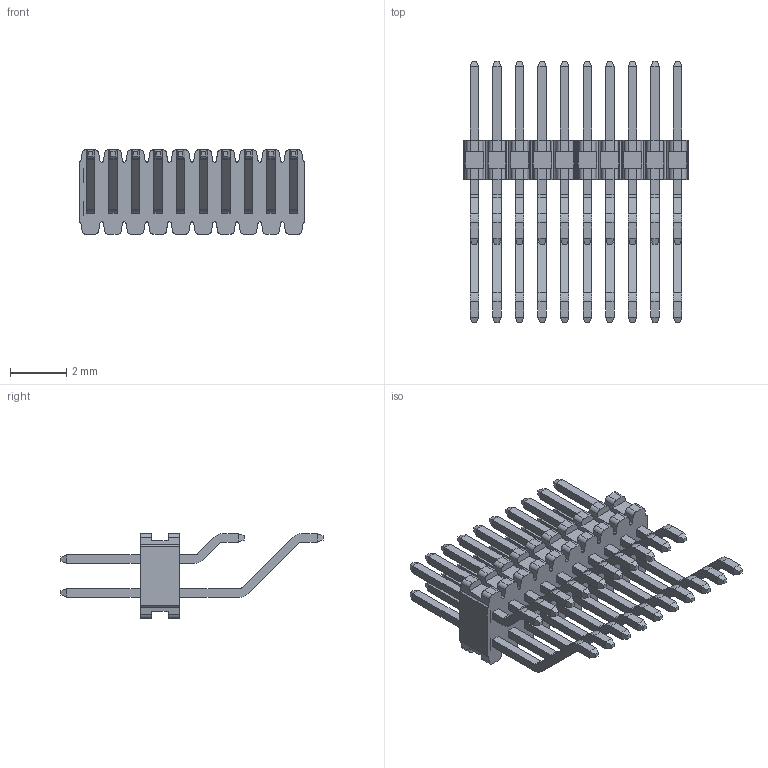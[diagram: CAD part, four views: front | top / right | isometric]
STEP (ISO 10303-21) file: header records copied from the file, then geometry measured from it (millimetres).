
FILE_DESCRIPTION( ('This file contains a STEP AP42 implementation' ,'as created by ZW3D STEP Interface translator.') ,'2;1' );
FILE_NAME( '1111.stp' ,'23 310.161359', (''), ('ZWCAD Software Co.'), 'Version 1.0', 'ZW3D to STEP translator', '' );
FILE_SCHEMA(('AUTOMOTIVE_DESIGN { 1 0 10303 214 1 1 1 1 }'));
Length unit declared in the file: millimetre
Products named in the file (2): 0; 1614-1210XXZ068XX01
Bounding box: 8 x 9.28 x 3 mm (x, y, z)
Volume: 41.9 mm3; surface area: 255.9 mm2
Topology: 1 solids, 1 shells, 810 faces, 2102 edges, 1336 vertices
Faces by surface type: plane 610, cylinder 200
Entity records: 25279 total; most frequent: CARTESIAN_POINT 4267, ORIENTED_EDGE 4222, DIRECTION 4133, EDGE_CURVE 2111, VECTOR 1711, LINE 1711, VERTEX_POINT 1345, AXIS2_PLACEMENT_3D 1211
